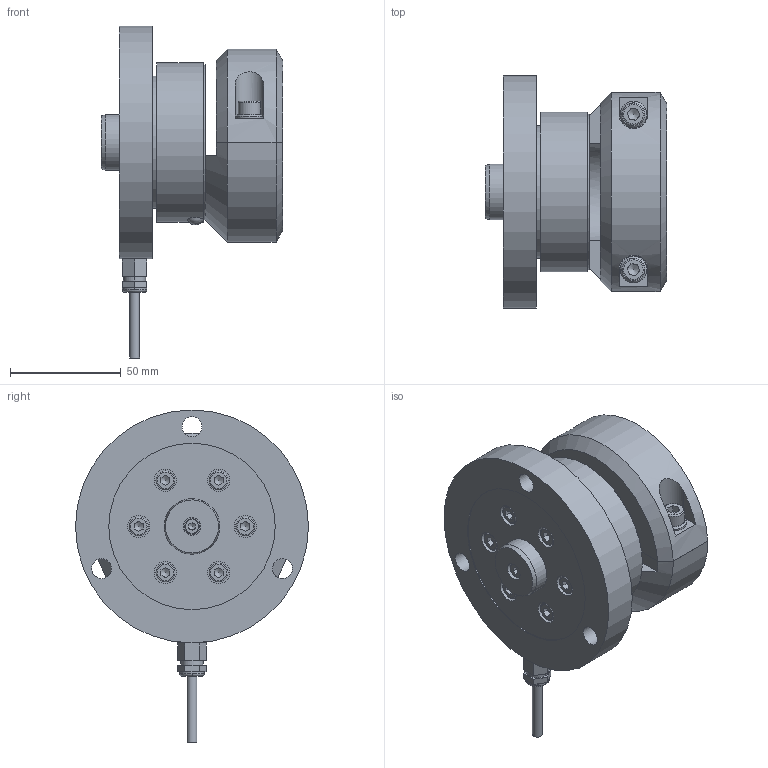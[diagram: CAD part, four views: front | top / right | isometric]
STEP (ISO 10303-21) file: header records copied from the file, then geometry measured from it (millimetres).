
FILE_DESCRIPTION( ( 'Unknown' ), '1' );
FILE_NAME( 'K2148-1-2kN.stp', 'Unknown', ( 'Unknown' ), ( 'Unknown' ), 'PSStep 17.0.49', 'Unknown', ' ' );
FILE_SCHEMA( ( 'AUTOMOTIVE_DESIGN { 1 0 10303 214 1 1 1 1 }' ) );
Length unit declared in the file: millimetre
Products named in the file (17): 2148-B01_DOC-00081943; 2148-002_doc-00050511; 2148-004_DOC-00081939; zylinderschraube din 912-m4x12; 2148-001_DOC-00081948; 2148-001_doc-00050515-oa0; 2148-001-1_DOC-00081947-oa1; Assem1; 2148-005_DOC-00066097; zylinderschraube din 912-m5x10; scheibe din 125-6,4-b1; zylinderschraube din 912-m6x20; skindicht-mini m8x1_doc-00046799; Kerbnagel ISO 8746-4x8; senkschraube din 965-m3x8-h; kabeldurchmesser4,5_doc-00036217
Assembly tree (29 placements, depth 3):
  Assem1
    2148-005_DOC-00066097
    2148-005_DOC-00066097
    zylinderschraube din 912-m5x10  x6
    scheibe din 125-6,4-b1  x2
    zylinderschraube din 912-m6x20  x2
    skindicht-mini m8x1_doc-00046799
    Kerbnagel ISO 8746-4x8  x2
    senkschraube din 965-m3x8-h  x6
    kabeldurchmesser4,5_doc-00036217
    2148-B01_DOC-00081943
      2148-002_doc-00050511
      2148-004_DOC-00081939
      zylinderschraube din 912-m4x12
    2148-001_DOC-00081948
      2148-001_doc-00050515-oa0
      2148-001-1_DOC-00081947-oa1
Bounding box: 81.8 x 105 x 149.67 mm (x, y, z)
Volume: 342485.6 mm3; surface area: 79941.2 mm2
Topology: 27 solids, 27 shells, 546 faces, 1256 edges, 818 vertices
Faces by surface type: plane 301, cylinder 159, cone 62, torus 17, bspline 5, sphere 2
Full cylindrical faces by diameter (mm): 2.387 x6, 3 x6, 3.141 x1, 3.242 x1, 3.4 x6, 4 x4, 4.019 x6, 4.134 x6, 4.5 x3, 4.773 x2, 4.917 x4, 5 x12, 5.2 x1, 5.3 x6, 5.6 x6, 6 x4, 6.3 x4, 6.4 x2, 6.917 x1, 7 x1, 8 x2, 8.5 x6, 9 x3, 10 x8, 12 x2, 25 x2, 60 x1, 70 x1, 72 x1, 75 x1
Entity records: 10720 total; most frequent: CARTESIAN_POINT 2279, DIRECTION 1363, ORIENTED_EDGE 1044, AXIS2_PLACEMENT_3D 566, EDGE_CURVE 522, EDGE_LOOP 464, VERTEX_POINT 400, FACE_OUTER_BOUND 360
